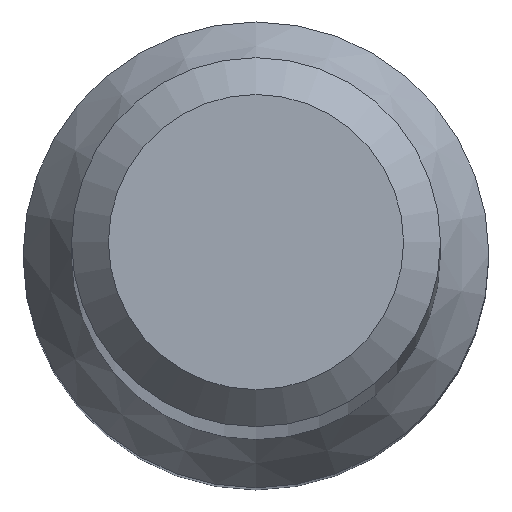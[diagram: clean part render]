
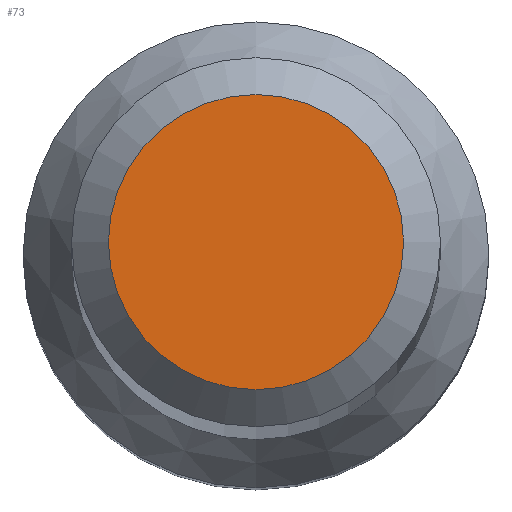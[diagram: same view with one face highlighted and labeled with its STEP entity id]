
A CAD part, top view. The second image highlights one B-rep face of the part: STEP entity #73.
In plain terms, the highlighted planar face has unit normal (0, 0, 1).
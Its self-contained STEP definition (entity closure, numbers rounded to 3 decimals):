
#26 = DIRECTION ( 'NONE',  ( 0., 1., 0. ) ) ;
#52 = EDGE_LOOP ( 'NONE', ( #124 ) ) ;
#70 = EDGE_CURVE ( 'NONE', #223, #223, #174, .T. ) ;
#73 = ADVANCED_FACE ( 'NONE', ( #116 ), #77, .T. ) ;
#75 = DIRECTION ( 'NONE',  ( 0., 0., 1. ) ) ;
#77 = PLANE ( 'NONE',  #150 ) ;
#103 = CARTESIAN_POINT ( 'NONE',  ( 0., 1.2, 70. ) ) ;
#116 = FACE_OUTER_BOUND ( 'NONE', #52, .T. ) ;
#124 = ORIENTED_EDGE ( 'NONE', *, *, #70, .F. ) ;
#150 = AXIS2_PLACEMENT_3D ( 'NONE', #237, #75, #234 ) ;
#155 = DIRECTION ( 'NONE',  ( 0., 0., -1. ) ) ;
#174 = CIRCLE ( 'NONE', #186, 1.2 ) ;
#186 = AXIS2_PLACEMENT_3D ( 'NONE', #197, #155, #26 ) ;
#197 = CARTESIAN_POINT ( 'NONE',  ( 0., 0., 70. ) ) ;
#223 = VERTEX_POINT ( 'NONE', #103 ) ;
#234 = DIRECTION ( 'NONE',  ( 0., -1., 0. ) ) ;
#237 = CARTESIAN_POINT ( 'NONE',  ( 0., 0., 70. ) ) ;
